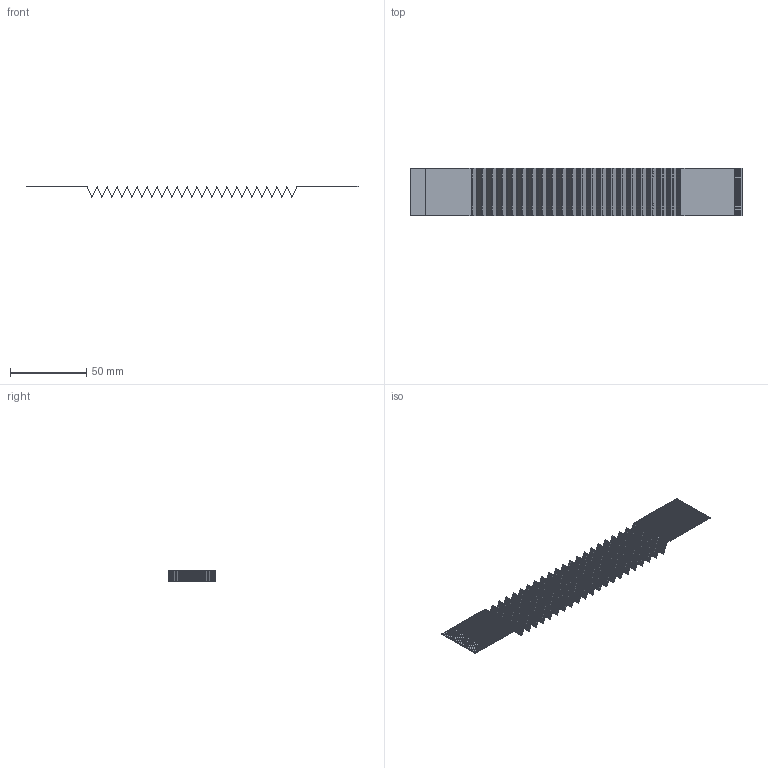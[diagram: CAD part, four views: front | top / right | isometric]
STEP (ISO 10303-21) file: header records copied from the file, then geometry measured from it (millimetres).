
FILE_DESCRIPTION(/* description */ ('Unknown'),/* implementation_level */ '2;1');
FILE_NAME(/* name */ '686730141001',/* time_stamp */ '2020-12-10T09:26:30+01:00',/* author */ ('Unknown'),/* organization */ ('Unknown'),/* preprocessor_version */ 'ST-DEVELOPER v16.7',/* originating_system */ 'DEX',/* authorisation */ $);
FILE_SCHEMA (('AUTOMOTIVE_DESIGN {1 0 10303 214 3 1 1}'));
Products named in the file (2): 6867xx141001; 686730141001
Assembly tree (1 placements, depth 2):
  6867xx141001
    686730141001
Bounding box: 217.84 x 31 x 7.84 mm (x, y, z)
Volume: 1147.4 mm3; surface area: 43906.6 mm2
Topology: 1 solids, 1 shells, 3048 faces, 9010 edges, 5964 vertices
Faces by surface type: plane 3048
Entity records: 120925 total; most frequent: CARTESIAN_POINT 18030, ORIENTED_EDGE 18020, DIRECTION 15108, EDGE_CURVE 9010, LINE 9008, VECTOR 9008, VERTEX_POINT 5964, AXIS2_PLACEMENT_3D 3050
